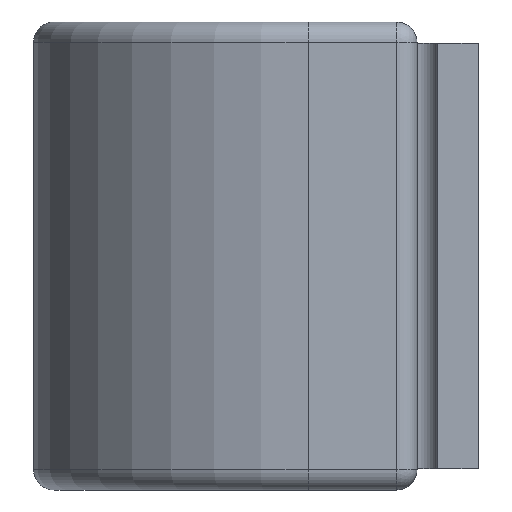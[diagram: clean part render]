
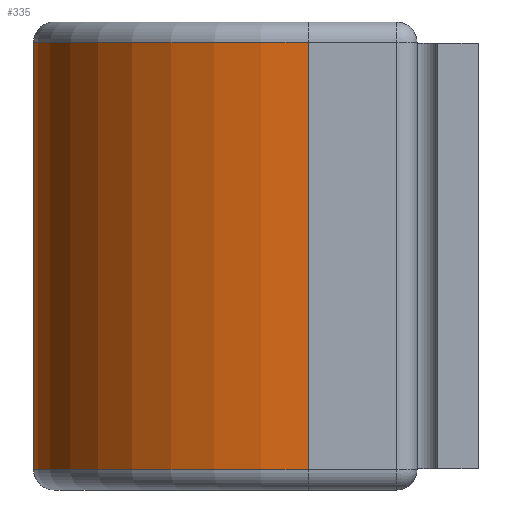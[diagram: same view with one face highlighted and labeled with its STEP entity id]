
A CAD part, left-side view. The second image highlights one B-rep face of the part: STEP entity #335.
In plain terms, the highlighted cylindrical face has radius 10.249 mm (diameter 20.498 mm), a partial arc.
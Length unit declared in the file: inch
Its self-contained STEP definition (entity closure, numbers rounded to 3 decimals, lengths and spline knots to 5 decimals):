
#16 = VERTEX_POINT ( 'NONE', #1449 ) ;
#28 = AXIS2_PLACEMENT_3D ( 'NONE', #552, #1021, #1927 ) ;
#61 = CIRCLE ( 'NONE', #1480, 0.4035 ) ;
#101 = CARTESIAN_POINT ( 'NONE',  ( 1.4655, 0.24975, -0.31375 ) ) ;
#113 = CARTESIAN_POINT ( 'NONE',  ( 1.4655, 0.24975, 0.31375 ) ) ;
#283 = ORIENTED_EDGE ( 'NONE', *, *, #1182, .T. ) ;
#322 = DIRECTION ( 'NONE',  ( 0., 0., 1. ) ) ;
#335 = ADVANCED_FACE ( 'NONE', ( #1754 ), #1562, .T. ) ;
#353 = LINE ( 'NONE', #536, #769 ) ;
#519 = CARTESIAN_POINT ( 'NONE',  ( 0.6585, 0.24975, 0.31375 ) ) ;
#536 = CARTESIAN_POINT ( 'NONE',  ( 0.6585, 0.24975, -0.31375 ) ) ;
#548 = ORIENTED_EDGE ( 'NONE', *, *, #685, .F. ) ;
#552 = CARTESIAN_POINT ( 'NONE',  ( 1.062, 0.24975, 0.3125 ) ) ;
#579 = DIRECTION ( 'NONE',  ( 0., 0., 1. ) ) ;
#685 = EDGE_CURVE ( 'NONE', #1577, #1080, #61, .T. ) ;
#697 = DIRECTION ( 'NONE',  ( 0., 0., 1. ) ) ;
#726 = ORIENTED_EDGE ( 'NONE', *, *, #1357, .T. ) ;
#769 = VECTOR ( 'NONE', #697, 39.37008 ) ;
#1021 = DIRECTION ( 'NONE',  ( 0., 0., 1. ) ) ;
#1043 = DIRECTION ( 'NONE',  ( 0., 0., 1. ) ) ;
#1053 = VECTOR ( 'NONE', #1043, 39.37008 ) ;
#1080 = VERTEX_POINT ( 'NONE', #519 ) ;
#1141 = CARTESIAN_POINT ( 'NONE',  ( 1.4655, 0.24975, -0.31375 ) ) ;
#1182 = EDGE_CURVE ( 'NONE', #1335, #16, #1343, .T. ) ;
#1250 = CARTESIAN_POINT ( 'NONE',  ( 1.062, 0.24975, 0.31375 ) ) ;
#1335 = VERTEX_POINT ( 'NONE', #1141 ) ;
#1343 = CIRCLE ( 'NONE', #1428, 0.4035 ) ;
#1357 = EDGE_CURVE ( 'NONE', #16, #1080, #353, .T. ) ;
#1403 = DIRECTION ( 'NONE',  ( 1., 0., 0. ) ) ;
#1428 = AXIS2_PLACEMENT_3D ( 'NONE', #1499, #579, #1649 ) ;
#1449 = CARTESIAN_POINT ( 'NONE',  ( 0.6585, 0.24975, -0.31375 ) ) ;
#1480 = AXIS2_PLACEMENT_3D ( 'NONE', #1250, #322, #1403 ) ;
#1499 = CARTESIAN_POINT ( 'NONE',  ( 1.062, 0.24975, -0.31375 ) ) ;
#1552 = EDGE_CURVE ( 'NONE', #1335, #1577, #1856, .T. ) ;
#1562 = CYLINDRICAL_SURFACE ( 'NONE', #28, 0.4035 ) ;
#1577 = VERTEX_POINT ( 'NONE', #113 ) ;
#1649 = DIRECTION ( 'NONE',  ( 1., 0., 0. ) ) ;
#1754 = FACE_OUTER_BOUND ( 'NONE', #1866, .T. ) ;
#1856 = LINE ( 'NONE', #101, #1053 ) ;
#1866 = EDGE_LOOP ( 'NONE', ( #1875, #283, #726, #548 ) ) ;
#1875 = ORIENTED_EDGE ( 'NONE', *, *, #1552, .F. ) ;
#1927 = DIRECTION ( 'NONE',  ( 1., 0., 0. ) ) ;
